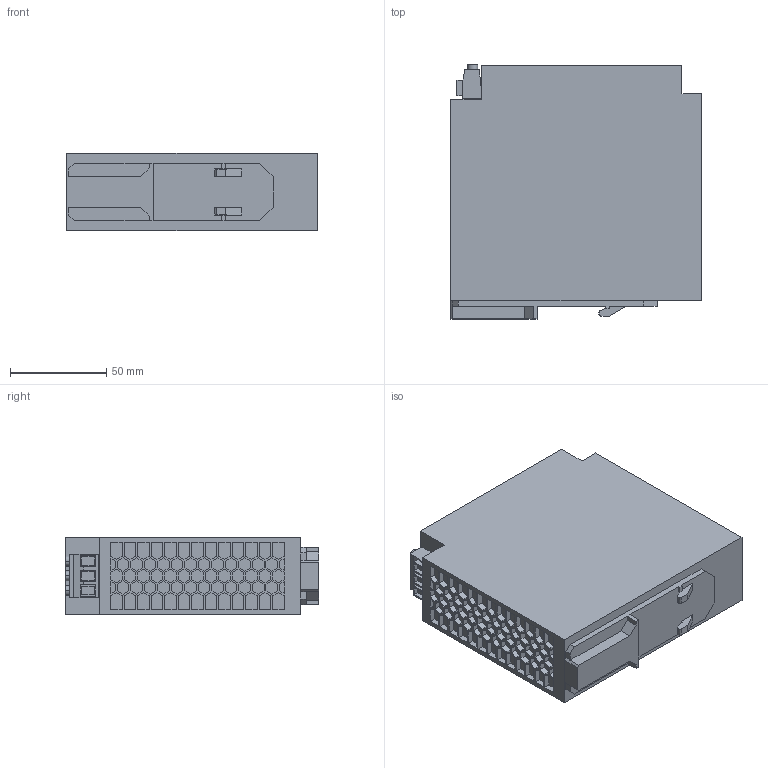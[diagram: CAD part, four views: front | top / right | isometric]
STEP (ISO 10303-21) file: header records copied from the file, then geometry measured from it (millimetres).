
FILE_DESCRIPTION(('SolidDesigner STEP Export'),'2;1');
FILE_NAME('2320908_QUINT_PS_1AC_24DC_5_CO-select.stp','2011-01-20T11:31:43',(''),(''),'CoCreate Modeling STEP processor for AP214 (Solid Model)','CoCreate Modeling 16.00A 16-Aug-2008 (C) Parametric Technology GmbH','');
FILE_SCHEMA(('AUTOMOTIVE_DESIGN { 1 0 10303 214 1 1 1 1 }'));
Length unit declared in the file: millimetre
Products named in the file (2): 2320908_QUINT_PS_1AC_24DC_5_CO-select
Assembly tree (1 placements, depth 2):
  2320908_QUINT_PS_1AC_24DC_5_CO-select
    2320908_QUINT_PS_1AC_24DC_5_CO-select
Bounding box: 130.05 x 131.64 x 40 mm (x, y, z)
Volume: 620284.5 mm3; surface area: 64254 mm2
Topology: 1 solids, 1 shells, 1071 faces, 2719 edges, 1810 vertices
Faces by surface type: plane 1029, cylinder 38, extrusion 4
Entity records: 32660 total; most frequent: CARTESIAN_POINT 5566, ORIENTED_EDGE 5442, DIRECTION 4747, EDGE_CURVE 2719, VECTOR 2629, LINE 2625, VERTEX_POINT 1810, EDGE_LOOP 1233
